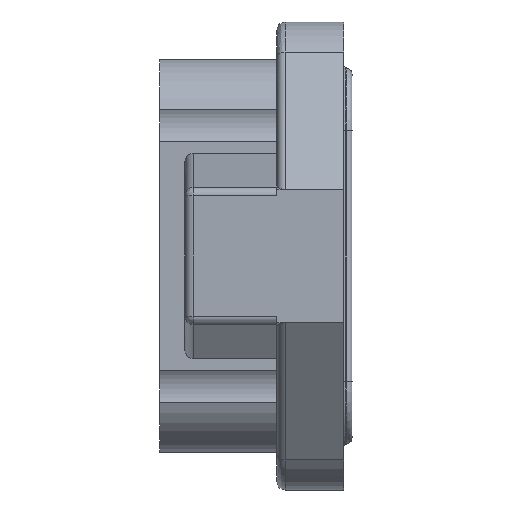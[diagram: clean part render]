
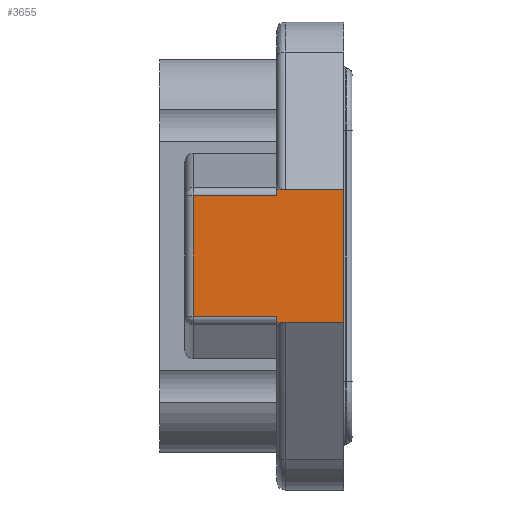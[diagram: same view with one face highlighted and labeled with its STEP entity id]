
A CAD part, left-side view. The second image highlights one B-rep face of the part: STEP entity #3655.
In plain terms, the highlighted planar face has unit normal (-1, 0, 0).
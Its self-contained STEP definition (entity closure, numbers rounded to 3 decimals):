
#36 = VECTOR ( 'NONE', #1604, 1000. ) ;
#179 = VECTOR ( 'NONE', #1580, 1000. ) ;
#220 = VECTOR ( 'NONE', #1335, 1000. ) ;
#279 = VECTOR ( 'NONE', #3431, 1000. ) ;
#300 = VECTOR ( 'NONE', #1595, 1000. ) ;
#386 = VECTOR ( 'NONE', #1368, 1000. ) ;
#398 = VECTOR ( 'NONE', #1472, 1000. ) ;
#632 = AXIS2_PLACEMENT_3D ( 'NONE', #4062, #4063, #4064 ) ;
#672 = FACE_OUTER_BOUND ( 'NONE', #3107, .T. ) ;
#1334 = CARTESIAN_POINT ( 'NONE',  ( -78., 0., -7.233 ) ) ;
#1335 = DIRECTION ( 'NONE',  ( 0., -1., 0. ) ) ;
#1343 = LINE ( 'NONE', #1583, #36 ) ;
#1350 = CARTESIAN_POINT ( 'NONE',  ( -78., 10., 7.233 ) ) ;
#1368 = DIRECTION ( 'NONE',  ( 0., -1., 0. ) ) ;
#1369 = LINE ( 'NONE', #1334, #220 ) ;
#1371 = CARTESIAN_POINT ( 'NONE',  ( -78., 0., -28. ) ) ;
#1386 = CARTESIAN_POINT ( 'NONE',  ( -78., 0., 7.233 ) ) ;
#1388 = CARTESIAN_POINT ( 'NONE',  ( -78., 0., -8. ) ) ;
#1454 = LINE ( 'NONE', #1388, #386 ) ;
#1456 = LINE ( 'NONE', #1463, #398 ) ;
#1463 = CARTESIAN_POINT ( 'NONE',  ( -78., 10., -28. ) ) ;
#1472 = DIRECTION ( 'NONE',  ( 0., 0., -1. ) ) ;
#1507 = LINE ( 'NONE', #1371, #179 ) ;
#1575 = CARTESIAN_POINT ( 'NONE',  ( -78., 0., -8. ) ) ;
#1577 = LINE ( 'NONE', #1386, #300 ) ;
#1580 = DIRECTION ( 'NONE',  ( 0., 0., -1. ) ) ;
#1583 = CARTESIAN_POINT ( 'NONE',  ( -78., 0., -28. ) ) ;
#1595 = DIRECTION ( 'NONE',  ( 0., 1., 0. ) ) ;
#1604 = DIRECTION ( 'NONE',  ( 0., 0., -1. ) ) ;
#1624 = ORIENTED_EDGE ( 'NONE', *, *, #2357, .T. ) ;
#1625 = ORIENTED_EDGE ( 'NONE', *, *, #2019, .F. ) ;
#1642 = ORIENTED_EDGE ( 'NONE', *, *, #2500, .T. ) ;
#1697 = ORIENTED_EDGE ( 'NONE', *, *, #2553, .T. ) ;
#1699 = ORIENTED_EDGE ( 'NONE', *, *, #2478, .T. ) ;
#1705 = ORIENTED_EDGE ( 'NONE', *, *, #2042, .T. ) ;
#1711 = ORIENTED_EDGE ( 'NONE', *, *, #2475, .T. ) ;
#1721 = ORIENTED_EDGE ( 'NONE', *, *, #2077, .F. ) ;
#1723 = ORIENTED_EDGE ( 'NONE', *, *, #2483, .T. ) ;
#1811 = CARTESIAN_POINT ( 'NONE',  ( -78., 0., -7.233 ) ) ;
#1817 = CARTESIAN_POINT ( 'NONE',  ( -78., 0., 7.233 ) ) ;
#1821 = CARTESIAN_POINT ( 'NONE',  ( -78., 10., -7.233 ) ) ;
#1828 = CARTESIAN_POINT ( 'NONE',  ( -78., -8., -8. ) ) ;
#1858 = CARTESIAN_POINT ( 'NONE',  ( -78., -1., -8. ) ) ;
#1878 = CARTESIAN_POINT ( 'NONE',  ( -78., -8., 8. ) ) ;
#2019 = EDGE_CURVE ( 'NONE', #4177, #2865, #3951, .T. ) ;
#2042 = EDGE_CURVE ( 'NONE', #2849, #2822, #3831, .T. ) ;
#2077 = EDGE_CURVE ( 'NONE', #2838, #2778, #4490, .T. ) ;
#2357 = EDGE_CURVE ( 'NONE', #2822, #2865, #3441, .T. ) ;
#2475 = EDGE_CURVE ( 'NONE', #2828, #2778, #1343, .T. ) ;
#2478 = EDGE_CURVE ( 'NONE', #2838, #2849, #1454, .T. ) ;
#2483 = EDGE_CURVE ( 'NONE', #4177, #2789, #1507, .T. ) ;
#2498 = EDGE_CURVE ( 'NONE', #2783, #2828, #1369, .T. ) ;
#2500 = EDGE_CURVE ( 'NONE', #2776, #2783, #1456, .T. ) ;
#2553 = EDGE_CURVE ( 'NONE', #2789, #2776, #1577, .T. ) ;
#2776 = VERTEX_POINT ( 'NONE', #1350 ) ;
#2778 = VERTEX_POINT ( 'NONE', #1575 ) ;
#2783 = VERTEX_POINT ( 'NONE', #1821 ) ;
#2789 = VERTEX_POINT ( 'NONE', #1817 ) ;
#2822 = VERTEX_POINT ( 'NONE', #1878 ) ;
#2828 = VERTEX_POINT ( 'NONE', #1811 ) ;
#2838 = VERTEX_POINT ( 'NONE', #1858 ) ;
#2849 = VERTEX_POINT ( 'NONE', #1828 ) ;
#2865 = VERTEX_POINT ( 'NONE', #2919 ) ;
#2919 = CARTESIAN_POINT ( 'NONE',  ( -78., -1., 8. ) ) ;
#3107 = EDGE_LOOP ( 'NONE', ( #1723, #1697, #1642, #4769, #1711, #1721, #1699, #1705, #1624, #1625 ) ) ;
#3431 = DIRECTION ( 'NONE',  ( 0., 1., 0. ) ) ;
#3436 = CARTESIAN_POINT ( 'NONE',  ( -78., 0., 8. ) ) ;
#3441 = LINE ( 'NONE', #3436, #279 ) ;
#3655 = ADVANCED_FACE ( 'NONE', ( #672 ), #4061, .T. ) ;
#3831 = LINE ( 'NONE', #3880, #5811 ) ;
#3880 = CARTESIAN_POINT ( 'NONE',  ( -78., -8., 0. ) ) ;
#3896 = DIRECTION ( 'NONE',  ( 0., -1., 0. ) ) ;
#3951 = LINE ( 'NONE', #3968, #6001 ) ;
#3952 = DIRECTION ( 'NONE',  ( 0., 0., 1. ) ) ;
#3968 = CARTESIAN_POINT ( 'NONE',  ( -78., 0., 8. ) ) ;
#4061 = PLANE ( 'NONE',  #632 ) ;
#4062 = CARTESIAN_POINT ( 'NONE',  ( -78., 0., -28. ) ) ;
#4063 = DIRECTION ( 'NONE',  ( -1., 0., 0. ) ) ;
#4064 = DIRECTION ( 'NONE',  ( 0., 0., 1. ) ) ;
#4177 = VERTEX_POINT ( 'NONE', #4210 ) ;
#4210 = CARTESIAN_POINT ( 'NONE',  ( -78., 0., 8. ) ) ;
#4334 = DIRECTION ( 'NONE',  ( 0., 1., 0. ) ) ;
#4485 = CARTESIAN_POINT ( 'NONE',  ( -78., 0., -8. ) ) ;
#4490 = LINE ( 'NONE', #4485, #6000 ) ;
#4769 = ORIENTED_EDGE ( 'NONE', *, *, #2498, .T. ) ;
#5811 = VECTOR ( 'NONE', #3952, 1000. ) ;
#6000 = VECTOR ( 'NONE', #4334, 1000. ) ;
#6001 = VECTOR ( 'NONE', #3896, 1000. ) ;
